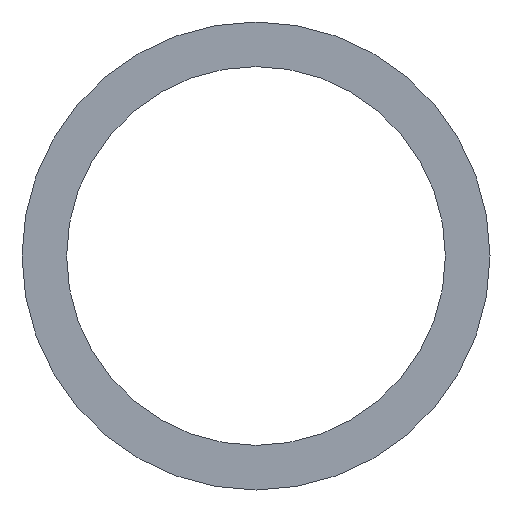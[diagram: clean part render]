
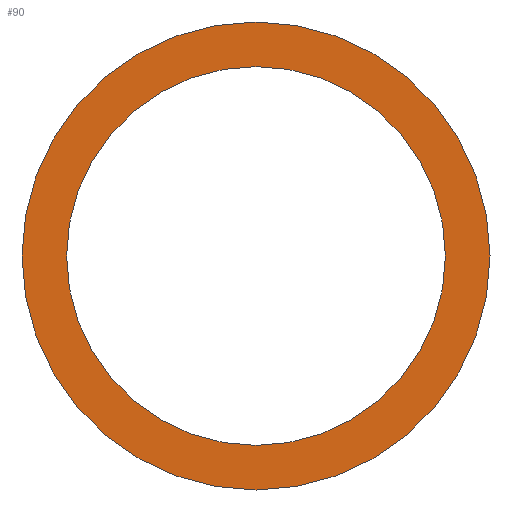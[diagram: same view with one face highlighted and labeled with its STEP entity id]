
A CAD part, front view. The second image highlights one B-rep face of the part: STEP entity #90.
In plain terms, the highlighted planar face has unit normal (0, -1, 0).
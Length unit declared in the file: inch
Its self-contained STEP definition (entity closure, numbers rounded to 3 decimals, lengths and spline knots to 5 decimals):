
#4 = CIRCLE ( 'NONE', #186, 0.425 ) ;
#6 = AXIS2_PLACEMENT_3D ( 'NONE', #141, #143, #144 ) ;
#10 = AXIS2_PLACEMENT_3D ( 'NONE', #150, #151, #152 ) ;
#13 = AXIS2_PLACEMENT_3D ( 'NONE', #163, #164, #165 ) ;
#15 = EDGE_CURVE ( 'NONE', #60, #51, #162, .T. ) ;
#19 = AXIS2_PLACEMENT_3D ( 'NONE', #87, #88, #91 ) ;
#33 = ORIENTED_EDGE ( 'NONE', *, *, #213, .T. ) ;
#44 = VERTEX_POINT ( 'NONE', #124 ) ;
#51 = VERTEX_POINT ( 'NONE', #125 ) ;
#52 = VERTEX_POINT ( 'NONE', #126 ) ;
#57 = ORIENTED_EDGE ( 'NONE', *, *, #15, .T. ) ;
#60 = VERTEX_POINT ( 'NONE', #130 ) ;
#62 = ORIENTED_EDGE ( 'NONE', *, *, #191, .F. ) ;
#64 = EDGE_LOOP ( 'NONE', ( #70, #62 ) ) ;
#69 = EDGE_LOOP ( 'NONE', ( #57, #33 ) ) ;
#70 = ORIENTED_EDGE ( 'NONE', *, *, #89, .F. ) ;
#80 = CIRCLE ( 'NONE', #6, 0.525 ) ;
#87 = CARTESIAN_POINT ( 'NONE',  ( 0., -4.25, 0. ) ) ;
#88 = DIRECTION ( 'NONE',  ( 0., 1., 0. ) ) ;
#89 = EDGE_CURVE ( 'NONE', #44, #52, #80, .T. ) ;
#90 = ADVANCED_FACE ( 'NONE', ( #145, #146 ), #149, .F. ) ;
#91 = DIRECTION ( 'NONE',  ( 0., 0., 1. ) ) ;
#124 = CARTESIAN_POINT ( 'NONE',  ( 0., -4.25, -0.525 ) ) ;
#125 = CARTESIAN_POINT ( 'NONE',  ( 0., -4.25, 0.425 ) ) ;
#126 = CARTESIAN_POINT ( 'NONE',  ( 0., -4.25, 0.525 ) ) ;
#130 = CARTESIAN_POINT ( 'NONE',  ( 0., -4.25, -0.425 ) ) ;
#141 = CARTESIAN_POINT ( 'NONE',  ( 0., -4.25, 0. ) ) ;
#143 = DIRECTION ( 'NONE',  ( 0., 1., 0. ) ) ;
#144 = DIRECTION ( 'NONE',  ( 0., 0., 1. ) ) ;
#145 = FACE_OUTER_BOUND ( 'NONE', #64, .T. ) ;
#146 = FACE_BOUND ( 'NONE', #69, .T. ) ;
#149 = PLANE ( 'NONE',  #10 ) ;
#150 = CARTESIAN_POINT ( 'NONE',  ( 0., -4.25, 0. ) ) ;
#151 = DIRECTION ( 'NONE',  ( 0., 1., 0. ) ) ;
#152 = DIRECTION ( 'NONE',  ( 0., 0., 1. ) ) ;
#162 = CIRCLE ( 'NONE', #19, 0.425 ) ;
#163 = CARTESIAN_POINT ( 'NONE',  ( 0., -4.25, 0. ) ) ;
#164 = DIRECTION ( 'NONE',  ( 0., 1., 0. ) ) ;
#165 = DIRECTION ( 'NONE',  ( 0., 0., 1. ) ) ;
#166 = CARTESIAN_POINT ( 'NONE',  ( 0., -4.25, 0. ) ) ;
#168 = DIRECTION ( 'NONE',  ( 0., 1., 0. ) ) ;
#170 = DIRECTION ( 'NONE',  ( 0., 0., 1. ) ) ;
#186 = AXIS2_PLACEMENT_3D ( 'NONE', #166, #168, #170 ) ;
#191 = EDGE_CURVE ( 'NONE', #52, #44, #221, .T. ) ;
#213 = EDGE_CURVE ( 'NONE', #51, #60, #4, .T. ) ;
#221 = CIRCLE ( 'NONE', #13, 0.525 ) ;
